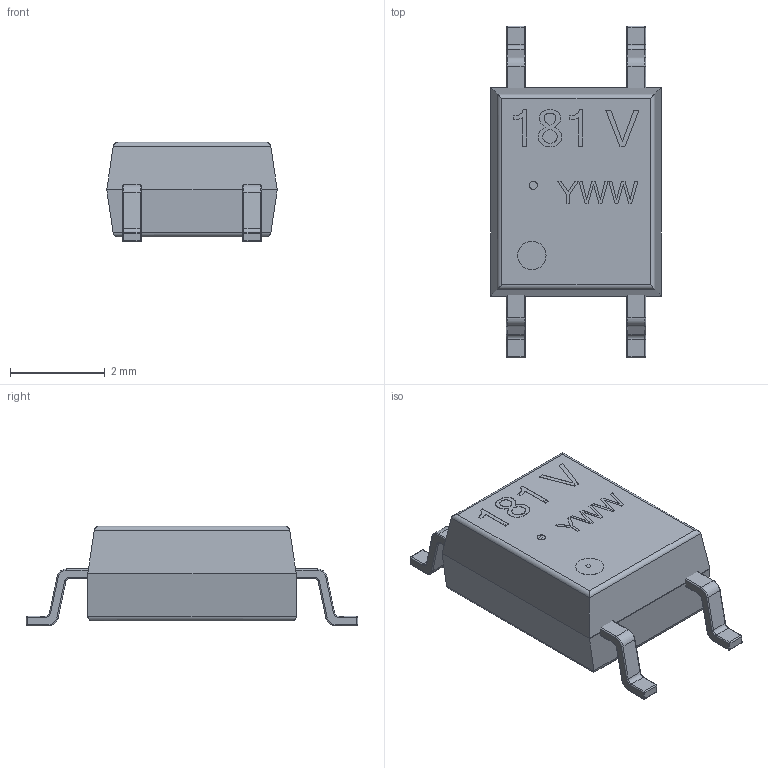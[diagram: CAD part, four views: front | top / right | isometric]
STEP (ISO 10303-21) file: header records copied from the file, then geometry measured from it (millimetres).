
FILE_DESCRIPTION((''),'2;1');
FILE_NAME('SO-4.stp','2013-05-08T15:20:21',('yvshub'),(''),'Autodesk Inventor 2011','Autodesk Inventor 2011','');
FILE_SCHEMA(('AUTOMOTIVE_DESIGN { 1 0 10303 214 1 1 1 1 }'));
Length unit declared in the file: millimetre
Products named in the file (4): SO-4; User Library-HCPL-181-1_K_X_F6rper_1; User Library-HCPL-181-1_Beschriftung_1; User Library-HCPL-181-1_Pins_1
Assembly tree (6 placements, depth 2):
  SO-4
    User Library-HCPL-181-1_K_X_F6rper_1
    User Library-HCPL-181-1_Beschriftung_1
    User Library-HCPL-181-1_Pins_1  x4
Bounding box: 3.6 x 7 x 2.1 mm (x, y, z)
Volume: 30.6 mm3; surface area: 84.7 mm2
Topology: 6 solids, 6 shells, 419 faces, 1050 edges, 672 vertices
Faces by surface type: plane 225, cylinder 102, bspline 60, torus 32
Full cylindrical faces by diameter (mm): 0.175 x2, 0.6 x2
Entity records: 9329 total; most frequent: CARTESIAN_POINT 2117, ORIENTED_EDGE 1528, DIRECTION 1218, EDGE_CURVE 764, VECTOR 568, LINE 568, VERTEX_POINT 504, EDGE_LOOP 336
